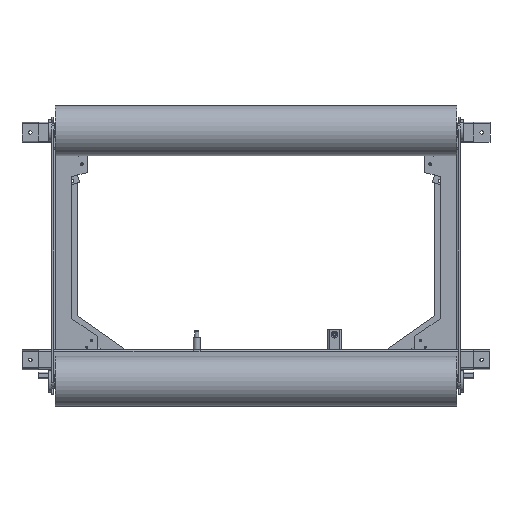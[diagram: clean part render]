
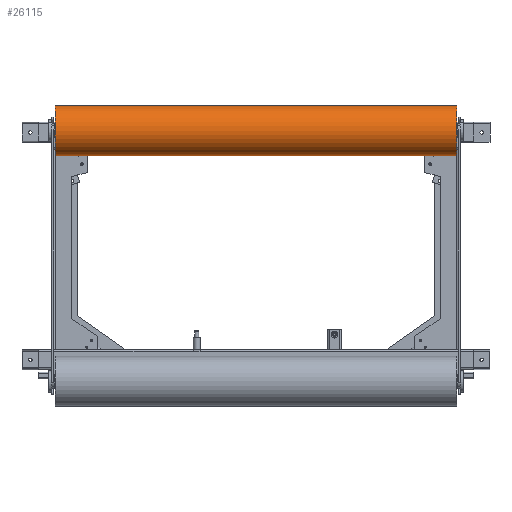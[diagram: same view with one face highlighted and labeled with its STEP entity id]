
A CAD part, top view. The second image highlights one B-rep face of the part: STEP entity #26115.
In plain terms, the highlighted cylindrical face has radius 75 mm (diameter 150 mm), a partial arc.
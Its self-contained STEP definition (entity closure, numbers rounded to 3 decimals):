
#26035=CARTESIAN_POINT('',(900.,39.,0.0));
#26036=VERTEX_POINT('',#26035);
#26037=CARTESIAN_POINT('',(-300.0,39.,0.0));
#26038=VERTEX_POINT('',#26037);
#26039=CARTESIAN_POINT('',(900.,39.,0.0));
#26040=DIRECTION('',(-1.0,0.0,0.0));
#26041=VECTOR('',#26040,1200.0);
#26042=LINE('',#26039,#26041);
#26043=EDGE_CURVE('',#26036,#26038,#26042,.T.);
#26045=CARTESIAN_POINT('',(900.,-111.,0.));
#26046=VERTEX_POINT('',#26045);
#26054=CARTESIAN_POINT('',(-300.,-111.,0.));
#26055=VERTEX_POINT('',#26054);
#26056=CARTESIAN_POINT('',(900.,-111.,0.));
#26057=DIRECTION('',(-1.0,0.0,0.0));
#26058=VECTOR('',#26057,1200.);
#26059=LINE('',#26056,#26058);
#26060=EDGE_CURVE('',#26046,#26055,#26059,.T.);
#26077=CARTESIAN_POINT('',(-300.0,-36.,0.0));
#26078=DIRECTION('',(1.0,0.0,0.0));
#26079=DIRECTION('',(0.0,1.0,0.0));
#26080=AXIS2_PLACEMENT_3D('',#26077,#26078,#26079);
#26081=CIRCLE('',#26080,75.);
#26082=EDGE_CURVE('',#26038,#26055,#26081,.T.);
#26098=CARTESIAN_POINT('',(300.,-36.,0.0));
#26099=DIRECTION('',(1.0,0.0,0.0));
#26100=DIRECTION('',(0.0,1.0,0.0));
#26101=AXIS2_PLACEMENT_3D('',#26098,#26099,#26100);
#26102=CYLINDRICAL_SURFACE('',#26101,75.);
#26103=ORIENTED_EDGE('',*,*,#26043,.T.);
#26104=ORIENTED_EDGE('',*,*,#26082,.T.);
#26105=ORIENTED_EDGE('',*,*,#26060,.F.);
#26106=CARTESIAN_POINT('',(900.,-36.,0.0));
#26107=DIRECTION('',(1.0,0.0,0.0));
#26108=DIRECTION('',(0.0,1.0,0.0));
#26109=AXIS2_PLACEMENT_3D('',#26106,#26107,#26108);
#26110=CIRCLE('',#26109,75.0);
#26111=EDGE_CURVE('',#26036,#26046,#26110,.T.);
#26112=ORIENTED_EDGE('',*,*,#26111,.F.);
#26113=EDGE_LOOP('',(#26103,#26104,#26105,#26112));
#26114=FACE_OUTER_BOUND('',#26113,.T.);
#26115=ADVANCED_FACE('',(#26114),#26102,.T.);
